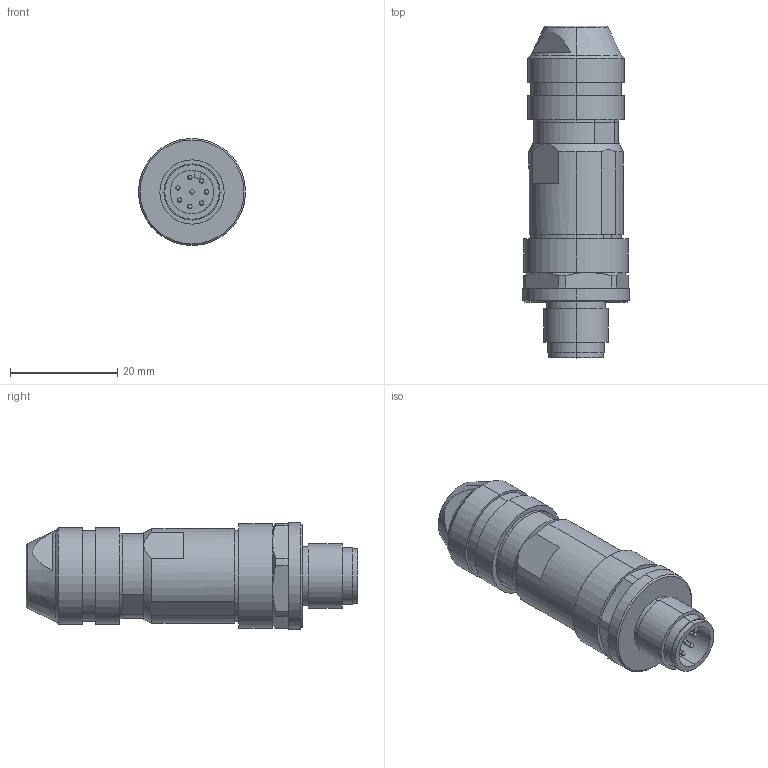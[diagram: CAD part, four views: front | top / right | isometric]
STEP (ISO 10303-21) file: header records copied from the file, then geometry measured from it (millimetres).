
FILE_DESCRIPTION (( 'STEP AP214' ), '1' );
FILE_NAME ('M12FT8AMS.STEP', '2019-02-28T16:01:49', ( '' ), ( '' ), 'SwSTEP 2.0', 'SolidWorks 2017', '' );
FILE_SCHEMA (( 'AUTOMOTIVE_DESIGN' ));
Length unit declared in the file: millimetre
Products named in the file (1): M12FT8AMS
Bounding box: 20 x 62 x 20 mm (x, y, z)
Volume: 8169.7 mm3; surface area: 12430.9 mm2
Topology: 7 solids, 7 shells, 306 faces, 800 edges, 518 vertices
Faces by surface type: plane 156, cylinder 102, cone 38, bspline 8, torus 2
Entity records: 9726 total; most frequent: CARTESIAN_POINT 1992, DIRECTION 1642, ORIENTED_EDGE 1568, EDGE_CURVE 784, AXIS2_PLACEMENT_3D 612, VERTEX_POINT 518, VECTOR 418, LINE 418
